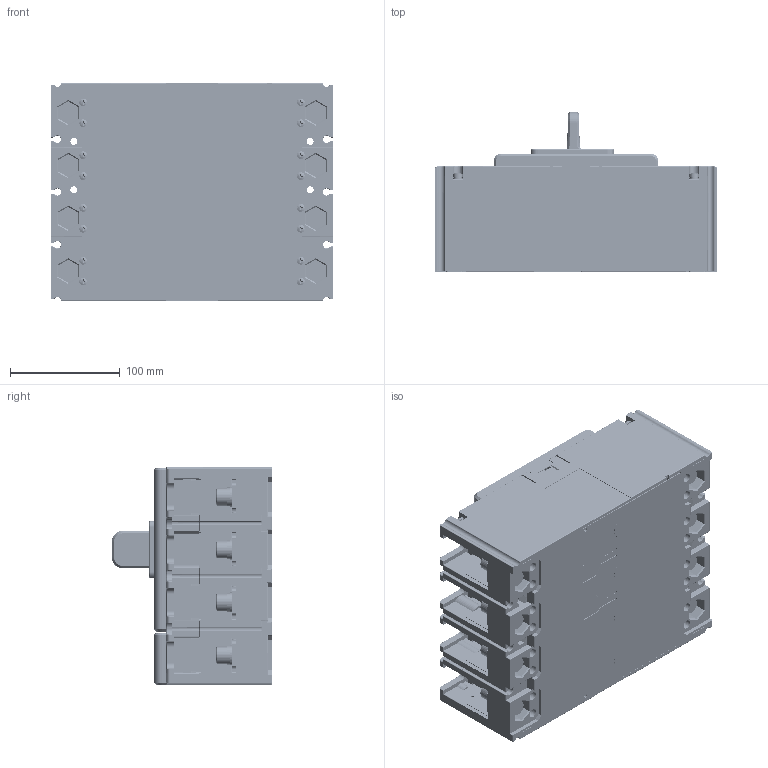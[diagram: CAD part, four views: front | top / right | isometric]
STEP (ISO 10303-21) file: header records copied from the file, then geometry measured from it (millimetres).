
FILE_DESCRIPTION((''),'2;1');
FILE_NAME('CDM6I-400LMSH_4P_ASM','2023-05-29T',('heyan.du'),(''),'PRO/ENGINEER BY PARAMETRIC TECHNOLOGY CORPORATION, 2015440','PRO/ENGINEER BY PARAMETRIC TECHNOLOGY CORPORATION, 2015440','');
FILE_SCHEMA(('CONFIG_CONTROL_DESIGN'));
Products named in the file (53): JZ-5DLX_024_272_1; GB_T809-M5X16_2; 5024027200_ASM_1_ASM; PRT0001; 5551070700_ASM_2_ASM; 5551071200_ASM_2_ASM; 85510337P01_2; 8550073700_2; 5551070800_ASM_2_ASM; PRT0002; 8955003200_2; 7130130208_GB_T109_3X8_AF0_2; 5551071000_ASM_2_ASM; PRT0003; PRT0004; PRT0005; ASM0001_ASM; 85510337P02_2; 8585064700_1; MANIFOLD_SOLID_BREP_74691; MANIFOLD_SOLID_BREP_74841; 8505024500_1_ASM; 5510012400_ASM_1_ASM; 6760010100_ASM_1_ASM; 8742105000_1; 8742104000_1; PRT0006; PRT0007; PRT0008; PRT0009; ASM0002_ASM; GZ_5DLX_315_429_1; GB_T809-M3X8_2; 5315042900_ASM_1_ASM; 8282201200_AF2_2; PRT0010; 5315043900_ASM_1_ASM; PRT0011; PRT0012; PRT0013 ...
Assembly tree (119 placements, depth 6):
  CDM6I-400LMSH_4P_ASM
    2258012100_ASM_2_ASM
      6760010100_ASM_1_ASM
        5024027200_ASM_1_ASM
          JZ-5DLX_024_272_1
          GB_T809-M5X16_2  x10
        5551071200_ASM_2_ASM
          5551070700_ASM_2_ASM  x3
            PRT0001
        5551071000_ASM_2_ASM  x3
          5551070800_ASM_2_ASM
            85510337P01_2
            8550073700_2
          PRT0002
          8955003200_2
          7130130208_GB_T109_3X8_AF0_2
        ASM0001_ASM  x22
          PRT0003
          PRT0004
          PRT0005
        5510012400_ASM_1_ASM
          85510337P02_2
          8585064700_1
          8505024500_1_ASM  x2
            MANIFOLD_SOLID_BREP_74691
            MANIFOLD_SOLID_BREP_74841
      8742105000_1  x4
      8742104000_1
      PRT0006  x4
      ASM0002_ASM
        PRT0007
        PRT0008
        PRT0009
      5315043900_ASM_1_ASM
        5315042900_ASM_1_ASM
          GZ_5DLX_315_429_1
          GB_T809-M3X8_2  x6
        8282201200_AF2_2
        PRT0010
      ASM0003_ASM  x10
        PRT0011
        PRT0012
        PRT0013
      PRT0014
      8315058200_1
      ASM0004_ASM  x6
        PRT0015
        PRT0016
        PRT0017
      ASM0005_ASM  x8
        PRT0018
        PRT0019
        PRT0020
Bounding box: 257 x 145.9 x 198 mm (x, y, z)
Volume: 1833682.7 mm3; surface area: 849314.7 mm2
Topology: 196 solids, 281 shells, 7971 faces, 20563 edges, 13161 vertices
Faces by surface type: plane 4462, cylinder 2490, cone 318, torus 260, sphere 184, extrusion 160, bspline 97
Entity records: 182923 total; most frequent: CARTESIAN_POINT 44485, ORIENTED_EDGE 28932, DIRECTION 28300, EDGE_CURVE 14502, VECTOR 10080, LINE 9920, VERTEX_POINT 9420, AXIS2_PLACEMENT_3D 9110
